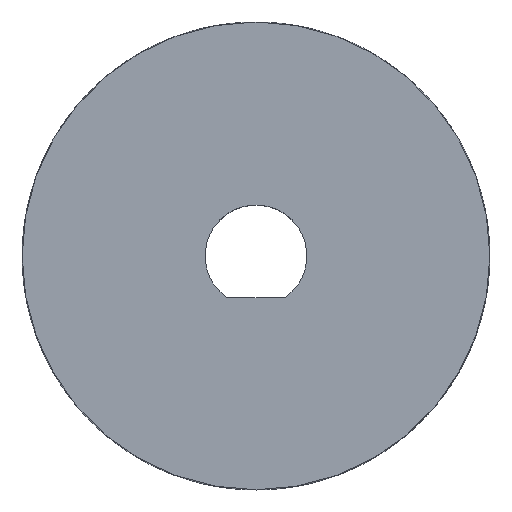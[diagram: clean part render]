
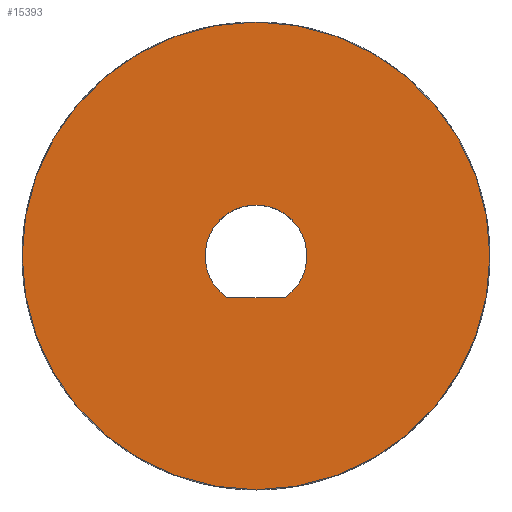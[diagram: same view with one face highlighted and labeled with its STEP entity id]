
A CAD part, top view. The second image highlights one B-rep face of the part: STEP entity #15393.
In plain terms, the highlighted planar face has unit normal (0, 0, 1).
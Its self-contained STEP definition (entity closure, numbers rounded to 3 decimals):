
#5694 = PLANE('',#5695);
#5695 = AXIS2_PLACEMENT_3D('',#5696,#5697,#5698);
#5696 = CARTESIAN_POINT('',(-1.75,-2.498,-0.5));
#5697 = DIRECTION('',(0.,1.,0.));
#5698 = DIRECTION('',(1.,0.,0.));
#5725 = CYLINDRICAL_SURFACE('',#5726,3.05);
#5726 = AXIS2_PLACEMENT_3D('',#5727,#5728,#5729);
#5727 = CARTESIAN_POINT('',(0.,0.,-0.5));
#5728 = DIRECTION('',(0.,0.,-1.));
#5729 = DIRECTION('',(1.,0.,0.));
#15077 = VERTEX_POINT('',#15078);
#15078 = CARTESIAN_POINT('',(-1.75,-2.498,7.5));
#15099 = EDGE_CURVE('',#15100,#15077,#15102,.T.);
#15100 = VERTEX_POINT('',#15101);
#15101 = CARTESIAN_POINT('',(1.75,-2.498,7.5));
#15102 = SURFACE_CURVE('',#15103,(#15107,#15114),.PCURVE_S1.);
#15103 = LINE('',#15104,#15105);
#15104 = CARTESIAN_POINT('',(-0.875,-2.498,7.5));
#15105 = VECTOR('',#15106,1.);
#15106 = DIRECTION('',(-1.,0.,0.));
#15107 = PCURVE('',#5694,#15108);
#15108 = DEFINITIONAL_REPRESENTATION('',(#15109),#15113);
#15109 = LINE('',#15110,#15111);
#15110 = CARTESIAN_POINT('',(0.875,-8.));
#15111 = VECTOR('',#15112,1.);
#15112 = DIRECTION('',(-1.,0.));
#15113 = ( GEOMETRIC_REPRESENTATION_CONTEXT(2) 
PARAMETRIC_REPRESENTATION_CONTEXT() REPRESENTATION_CONTEXT('2D SPACE',''
  ) );
#15114 = PCURVE('',#15115,#15120);
#15115 = PLANE('',#15116);
#15116 = AXIS2_PLACEMENT_3D('',#15117,#15118,#15119);
#15117 = CARTESIAN_POINT('',(0.,0.,7.5));
#15118 = DIRECTION('',(0.,0.,1.));
#15119 = DIRECTION('',(1.,0.,0.));
#15120 = DEFINITIONAL_REPRESENTATION('',(#15121),#15125);
#15121 = LINE('',#15122,#15123);
#15122 = CARTESIAN_POINT('',(-0.875,-2.498));
#15123 = VECTOR('',#15124,1.);
#15124 = DIRECTION('',(-1.,0.));
#15125 = ( GEOMETRIC_REPRESENTATION_CONTEXT(2) 
PARAMETRIC_REPRESENTATION_CONTEXT() REPRESENTATION_CONTEXT('2D SPACE',''
  ) );
#15153 = EDGE_CURVE('',#15077,#15100,#15154,.T.);
#15154 = SURFACE_CURVE('',#15155,(#15160,#15167),.PCURVE_S1.);
#15155 = CIRCLE('',#15156,3.05);
#15156 = AXIS2_PLACEMENT_3D('',#15157,#15158,#15159);
#15157 = CARTESIAN_POINT('',(0.,0.,7.5));
#15158 = DIRECTION('',(0.,0.,-1.));
#15159 = DIRECTION('',(1.,0.,0.));
#15160 = PCURVE('',#5725,#15161);
#15161 = DEFINITIONAL_REPRESENTATION('',(#15162),#15166);
#15162 = LINE('',#15163,#15164);
#15163 = CARTESIAN_POINT('',(0.,-8.));
#15164 = VECTOR('',#15165,1.);
#15165 = DIRECTION('',(1.,0.));
#15166 = ( GEOMETRIC_REPRESENTATION_CONTEXT(2) 
PARAMETRIC_REPRESENTATION_CONTEXT() REPRESENTATION_CONTEXT('2D SPACE',''
  ) );
#15167 = PCURVE('',#15115,#15168);
#15168 = DEFINITIONAL_REPRESENTATION('',(#15169),#15177);
#15169 = ( BOUNDED_CURVE() B_SPLINE_CURVE(2,(#15170,#15171,#15172,#15173
    ,#15174,#15175,#15176),.UNSPECIFIED.,.T.,.F.) 
B_SPLINE_CURVE_WITH_KNOTS((1,2,2,2,2,1),(-2.094,0.,
    2.094,4.189,6.283,8.378),
.UNSPECIFIED.) CURVE() GEOMETRIC_REPRESENTATION_ITEM() 
RATIONAL_B_SPLINE_CURVE((1.,0.5,1.,0.5,1.,0.5,1.)) REPRESENTATION_ITEM(
  '') );
#15170 = CARTESIAN_POINT('',(3.05,0.));
#15171 = CARTESIAN_POINT('',(3.05,-5.283));
#15172 = CARTESIAN_POINT('',(-1.525,-2.641));
#15173 = CARTESIAN_POINT('',(-6.1,0.));
#15174 = CARTESIAN_POINT('',(-1.525,2.641));
#15175 = CARTESIAN_POINT('',(3.05,5.283));
#15176 = CARTESIAN_POINT('',(3.05,0.));
#15177 = ( GEOMETRIC_REPRESENTATION_CONTEXT(2) 
PARAMETRIC_REPRESENTATION_CONTEXT() REPRESENTATION_CONTEXT('2D SPACE',''
  ) );
#15200 = CYLINDRICAL_SURFACE('',#15201,14.);
#15201 = AXIS2_PLACEMENT_3D('',#15202,#15203,#15204);
#15202 = CARTESIAN_POINT('',(0.,0.,7.));
#15203 = DIRECTION('',(-0.,-0.,-1.));
#15204 = DIRECTION('',(1.,0.,0.));
#15393 = ADVANCED_FACE('',(#15394,#15420),#15115,.T.);
#15394 = FACE_BOUND('',#15395,.T.);
#15395 = EDGE_LOOP('',(#15396));
#15396 = ORIENTED_EDGE('',*,*,#15397,.T.);
#15397 = EDGE_CURVE('',#15398,#15398,#15400,.T.);
#15398 = VERTEX_POINT('',#15399);
#15399 = CARTESIAN_POINT('',(14.,0.,7.5));
#15400 = SURFACE_CURVE('',#15401,(#15406,#15413),.PCURVE_S1.);
#15401 = CIRCLE('',#15402,14.);
#15402 = AXIS2_PLACEMENT_3D('',#15403,#15404,#15405);
#15403 = CARTESIAN_POINT('',(0.,0.,7.5));
#15404 = DIRECTION('',(0.,0.,1.));
#15405 = DIRECTION('',(1.,0.,0.));
#15406 = PCURVE('',#15115,#15407);
#15407 = DEFINITIONAL_REPRESENTATION('',(#15408),#15412);
#15408 = CIRCLE('',#15409,14.);
#15409 = AXIS2_PLACEMENT_2D('',#15410,#15411);
#15410 = CARTESIAN_POINT('',(0.,0.));
#15411 = DIRECTION('',(1.,0.));
#15412 = ( GEOMETRIC_REPRESENTATION_CONTEXT(2) 
PARAMETRIC_REPRESENTATION_CONTEXT() REPRESENTATION_CONTEXT('2D SPACE',''
  ) );
#15413 = PCURVE('',#15200,#15414);
#15414 = DEFINITIONAL_REPRESENTATION('',(#15415),#15419);
#15415 = LINE('',#15416,#15417);
#15416 = CARTESIAN_POINT('',(-0.,-0.5));
#15417 = VECTOR('',#15418,1.);
#15418 = DIRECTION('',(-1.,0.));
#15419 = ( GEOMETRIC_REPRESENTATION_CONTEXT(2) 
PARAMETRIC_REPRESENTATION_CONTEXT() REPRESENTATION_CONTEXT('2D SPACE',''
  ) );
#15420 = FACE_BOUND('',#15421,.T.);
#15421 = EDGE_LOOP('',(#15422,#15423));
#15422 = ORIENTED_EDGE('',*,*,#15099,.T.);
#15423 = ORIENTED_EDGE('',*,*,#15153,.T.);
